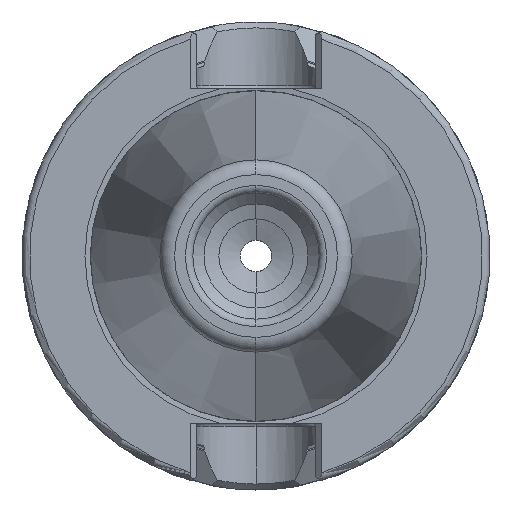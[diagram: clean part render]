
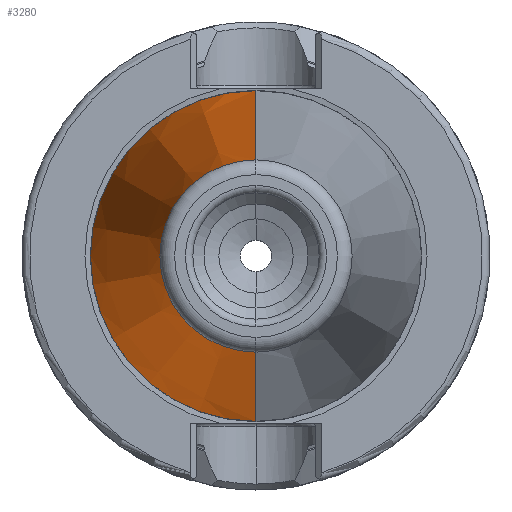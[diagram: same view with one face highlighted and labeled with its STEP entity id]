
A CAD part, left-side view. The second image highlights one B-rep face of the part: STEP entity #3280.
In plain terms, the highlighted conical face has half-angle 8.297 degrees and reference radius 22.298 mm.
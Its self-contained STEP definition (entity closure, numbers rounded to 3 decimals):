
#4 = DIRECTION ( 'NONE',  ( 0.99, 0., -0.144 ) ) ;
#17 = ORIENTED_EDGE ( 'NONE', *, *, #3334, .T. ) ;
#25 = CIRCLE ( 'NONE', #1777, 12.937 ) ;
#283 = DIRECTION ( 'NONE',  ( 0., 0., -1. ) ) ;
#422 = VERTEX_POINT ( 'NONE', #914 ) ;
#590 = LINE ( 'NONE', #1591, #1430 ) ;
#646 = ORIENTED_EDGE ( 'NONE', *, *, #2611, .T. ) ;
#914 = CARTESIAN_POINT ( 'NONE',  ( -153.689, 0., 12.937 ) ) ;
#944 = DIRECTION ( 'NONE',  ( -1., 0., 0. ) ) ;
#1319 = AXIS2_PLACEMENT_3D ( 'NONE', #1415, #3675, #1743 ) ;
#1415 = CARTESIAN_POINT ( 'NONE',  ( -89.5, 0., 0. ) ) ;
#1430 = VECTOR ( 'NONE', #2249, 1000. ) ;
#1529 = CONICAL_SURFACE ( 'NONE', #2700, 22.298, 0.145 ) ;
#1565 = DIRECTION ( 'NONE',  ( 1., 0., 0. ) ) ;
#1591 = CARTESIAN_POINT ( 'NONE',  ( -89.5, 0., 22.298 ) ) ;
#1743 = DIRECTION ( 'NONE',  ( 0., 0., 1. ) ) ;
#1777 = AXIS2_PLACEMENT_3D ( 'NONE', #2895, #944, #3211 ) ;
#1819 = EDGE_CURVE ( 'NONE', #422, #3092, #25, .T. ) ;
#1854 = EDGE_CURVE ( 'NONE', #3092, #2699, #3351, .T. ) ;
#1903 = EDGE_LOOP ( 'NONE', ( #3579, #17, #646, #2934 ) ) ;
#2070 = CIRCLE ( 'NONE', #1319, 22.298 ) ;
#2249 = DIRECTION ( 'NONE',  ( 0.99, 0., 0.144 ) ) ;
#2541 = CARTESIAN_POINT ( 'NONE',  ( -89.5, 0., 0. ) ) ;
#2569 = CARTESIAN_POINT ( 'NONE',  ( -89.5, 0., -22.298 ) ) ;
#2611 = EDGE_CURVE ( 'NONE', #3422, #2699, #2070, .T. ) ;
#2699 = VERTEX_POINT ( 'NONE', #3153 ) ;
#2700 = AXIS2_PLACEMENT_3D ( 'NONE', #2541, #1565, #283 ) ;
#2895 = CARTESIAN_POINT ( 'NONE',  ( -153.689, 0., 0. ) ) ;
#2934 = ORIENTED_EDGE ( 'NONE', *, *, #1854, .F. ) ;
#3092 = VERTEX_POINT ( 'NONE', #3093 ) ;
#3093 = CARTESIAN_POINT ( 'NONE',  ( -153.689, 0., -12.937 ) ) ;
#3153 = CARTESIAN_POINT ( 'NONE',  ( -89.5, 0., -22.298 ) ) ;
#3211 = DIRECTION ( 'NONE',  ( 0., 0., 1. ) ) ;
#3247 = VECTOR ( 'NONE', #4, 1000. ) ;
#3272 = CARTESIAN_POINT ( 'NONE',  ( -89.5, 0., 22.298 ) ) ;
#3280 = ADVANCED_FACE ( 'NONE', ( #3366 ), #1529, .T. ) ;
#3334 = EDGE_CURVE ( 'NONE', #422, #3422, #590, .T. ) ;
#3351 = LINE ( 'NONE', #2569, #3247 ) ;
#3366 = FACE_OUTER_BOUND ( 'NONE', #1903, .T. ) ;
#3422 = VERTEX_POINT ( 'NONE', #3272 ) ;
#3579 = ORIENTED_EDGE ( 'NONE', *, *, #1819, .F. ) ;
#3675 = DIRECTION ( 'NONE',  ( -1., 0., 0. ) ) ;
